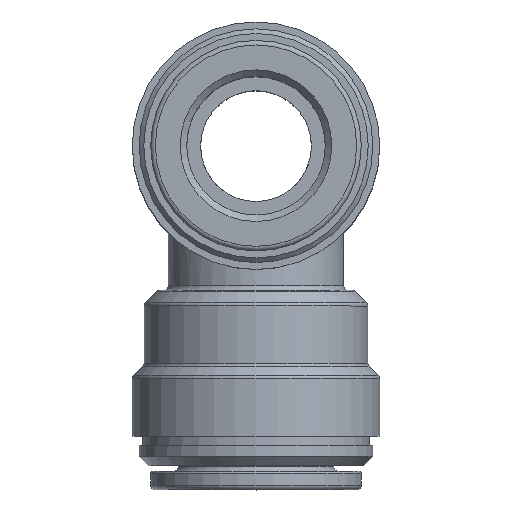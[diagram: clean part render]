
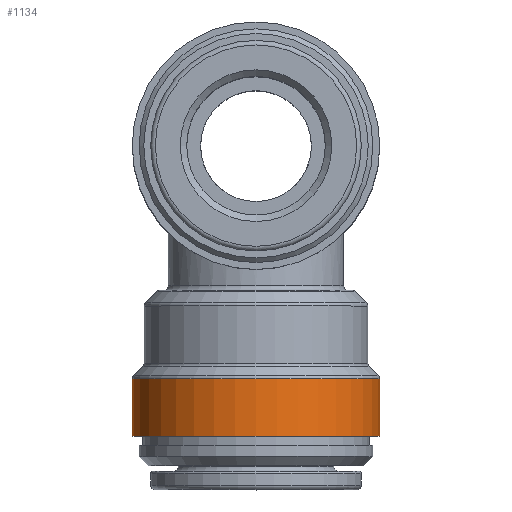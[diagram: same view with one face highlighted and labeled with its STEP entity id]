
A CAD part, top view. The second image highlights one B-rep face of the part: STEP entity #1134.
In plain terms, the highlighted cylindrical face has radius 13.4 mm (diameter 26.8 mm), a full revolution.
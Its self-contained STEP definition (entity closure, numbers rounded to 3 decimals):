
#269=ORIENTED_EDGE('',*,*,#448,.F.);
#270=ORIENTED_EDGE('',*,*,#449,.T.);
#448=EDGE_CURVE('',#563,#563,#652,.T.);
#449=EDGE_CURVE('',#564,#564,#653,.T.);
#563=VERTEX_POINT('',#2082);
#564=VERTEX_POINT('',#2085);
#652=CIRCLE('',#1316,13.4);
#653=CIRCLE('',#1318,13.4);
#800=EDGE_LOOP('',(#269));
#801=EDGE_LOOP('',(#270));
#982=FACE_BOUND('',#800,.T.);
#983=FACE_BOUND('',#801,.T.);
#1059=CYLINDRICAL_SURFACE('',#1317,13.4);
#1134=ADVANCED_FACE('',(#982,#983),#1059,.T.);
#1316=AXIS2_PLACEMENT_3D('',#2081,#1647,#1648);
#1317=AXIS2_PLACEMENT_3D('',#2083,#1649,#1650);
#1318=AXIS2_PLACEMENT_3D('',#2084,#1651,#1652);
#1647=DIRECTION('',(0.,1.,0.));
#1648=DIRECTION('',(-1.,0.,0.));
#1649=DIRECTION('',(0.,1.,0.));
#1650=DIRECTION('',(-1.,0.,0.));
#1651=DIRECTION('',(0.,1.,0.));
#1652=DIRECTION('',(-1.,0.,0.));
#2081=CARTESIAN_POINT('',(0.,-25.182,0.));
#2082=CARTESIAN_POINT('',(-13.4,-25.182,0.));
#2083=CARTESIAN_POINT('',(0.,0.,0.));
#2084=CARTESIAN_POINT('',(0.,-31.4,0.));
#2085=CARTESIAN_POINT('',(-13.4,-31.4,0.));
